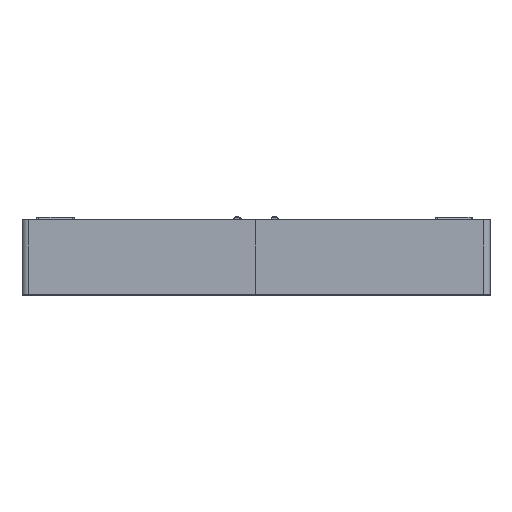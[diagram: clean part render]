
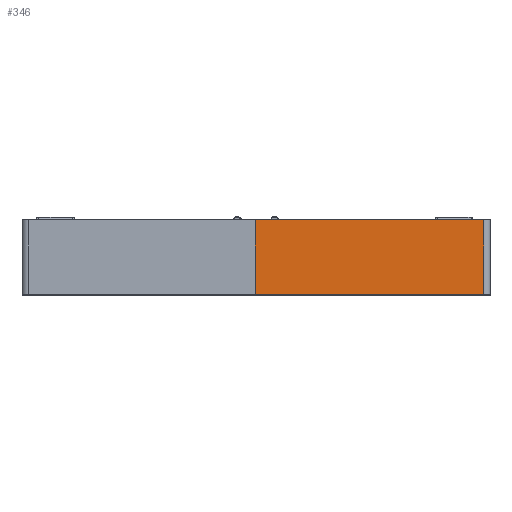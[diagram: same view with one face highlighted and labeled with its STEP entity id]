
A CAD part, top view. The second image highlights one B-rep face of the part: STEP entity #346.
In plain terms, the highlighted planar face has unit normal (0, 0, 1).
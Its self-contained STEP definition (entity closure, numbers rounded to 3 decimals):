
#37 = DIRECTION ( 'NONE',  ( 1., 0., 0. ) ) ;
#163 = LINE ( 'NONE', #10577, #8674 ) ;
#320 = EDGE_CURVE ( 'NONE', #3904, #9222, #12927, .T. ) ;
#346 = ADVANCED_FACE ( 'NONE', ( #1246 ), #6444, .F. ) ;
#1022 = CARTESIAN_POINT ( 'NONE',  ( 3.754, 14.986, 37.495 ) ) ;
#1246 = FACE_OUTER_BOUND ( 'NONE', #9466, .T. ) ;
#2526 = CARTESIAN_POINT ( 'NONE',  ( 41.354, 14.986, 37.495 ) ) ;
#2647 = CARTESIAN_POINT ( 'NONE',  ( 40.354, 14.986, 37.495 ) ) ;
#3605 = ORIENTED_EDGE ( 'NONE', *, *, #3626, .T. ) ;
#3626 = EDGE_CURVE ( 'NONE', #12600, #9222, #12282, .T. ) ;
#3723 = CARTESIAN_POINT ( 'NONE',  ( 41.354, 14.986, 37.495 ) ) ;
#3809 = DIRECTION ( 'NONE',  ( 0., 0., -1. ) ) ;
#3904 = VERTEX_POINT ( 'NONE', #16061 ) ;
#4084 = DIRECTION ( 'NONE',  ( 1., 0., 0. ) ) ;
#4455 = ORIENTED_EDGE ( 'NONE', *, *, #16589, .T. ) ;
#5027 = DIRECTION ( 'NONE',  ( 0., -1., 0. ) ) ;
#5700 = CARTESIAN_POINT ( 'NONE',  ( 3.754, 2.986, 37.495 ) ) ;
#5922 = VECTOR ( 'NONE', #16117, 1000. ) ;
#6444 = PLANE ( 'NONE',  #10971 ) ;
#6522 = ORIENTED_EDGE ( 'NONE', *, *, #320, .F. ) ;
#8367 = ORIENTED_EDGE ( 'NONE', *, *, #16716, .T. ) ;
#8674 = VECTOR ( 'NONE', #4084, 1000. ) ;
#8924 = DIRECTION ( 'NONE',  ( -1., 0., 0. ) ) ;
#9222 = VERTEX_POINT ( 'NONE', #2647 ) ;
#9466 = EDGE_LOOP ( 'NONE', ( #8367, #3605, #6522, #4455 ) ) ;
#10054 = CARTESIAN_POINT ( 'NONE',  ( 40.354, 2.986, 37.495 ) ) ;
#10577 = CARTESIAN_POINT ( 'NONE',  ( 41.354, 2.986, 37.495 ) ) ;
#10920 = CARTESIAN_POINT ( 'NONE',  ( 40.354, 14.986, 37.495 ) ) ;
#10971 = AXIS2_PLACEMENT_3D ( 'NONE', #3723, #3809, #8924 ) ;
#12282 = LINE ( 'NONE', #10920, #5922 ) ;
#12317 = VERTEX_POINT ( 'NONE', #5700 ) ;
#12600 = VERTEX_POINT ( 'NONE', #10054 ) ;
#12927 = LINE ( 'NONE', #2526, #15873 ) ;
#15873 = VECTOR ( 'NONE', #37, 1000. ) ;
#16061 = CARTESIAN_POINT ( 'NONE',  ( 3.754, 14.986, 37.495 ) ) ;
#16117 = DIRECTION ( 'NONE',  ( 0., 1., 0. ) ) ;
#16290 = VECTOR ( 'NONE', #5027, 1000. ) ;
#16589 = EDGE_CURVE ( 'NONE', #3904, #12317, #16711, .T. ) ;
#16711 = LINE ( 'NONE', #1022, #16290 ) ;
#16716 = EDGE_CURVE ( 'NONE', #12317, #12600, #163, .T. ) ;
